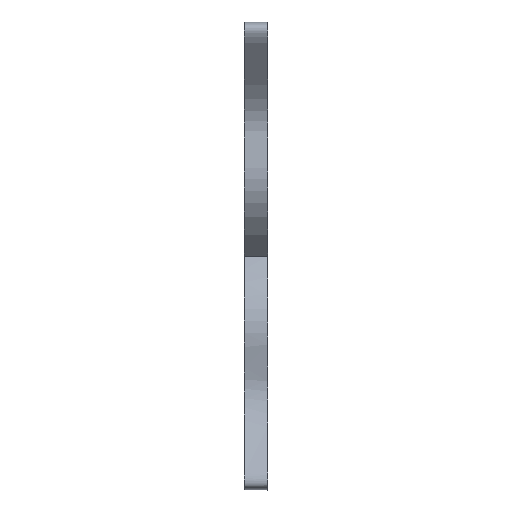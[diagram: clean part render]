
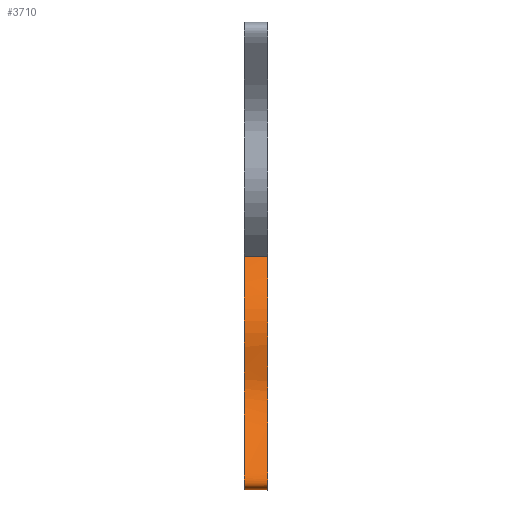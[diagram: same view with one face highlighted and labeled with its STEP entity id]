
A CAD part, left-side view. The second image highlights one B-rep face of the part: STEP entity #3710.
In plain terms, the highlighted free-form (B-spline) face has degree [5, 1] with [25, 2] control points.
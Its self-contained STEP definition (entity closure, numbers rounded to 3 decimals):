
#15=(
BOUNDED_SURFACE()
B_SPLINE_SURFACE(5,1,((#7481,#7482),(#7483,#7484),(#7485,#7486),(#7487,
#7488),(#7489,#7490),(#7491,#7492),(#7493,#7494),(#7495,#7496),(#7497,#7498),
(#7499,#7500),(#7501,#7502),(#7503,#7504),(#7505,#7506),(#7507,#7508),(#7509,
#7510),(#7511,#7512),(#7513,#7514),(#7515,#7516),(#7517,#7518),(#7519,#7520),
(#7521,#7522),(#7523,#7524),(#7525,#7526),(#7527,#7528),(#7529,#7530)),
 .UNSPECIFIED.,.F.,.F.,.F.)
B_SPLINE_SURFACE_WITH_KNOTS((6,1,1,1,1,1,1,1,1,1,1,1,1,1,1,1,1,1,1,1,6),
(2,2),(-1.,-0.95,-0.9,-0.85,-0.8,-0.75,-0.7,-0.65,-0.6,-0.55,-0.5,-0.45,
-0.4,-0.35,-0.3,-0.25,-0.2,-0.15,-0.1,-0.05,0.),(0.,0.14),.UNSPECIFIED.)
GEOMETRIC_REPRESENTATION_ITEM()
RATIONAL_B_SPLINE_SURFACE(((1.,1.),(1.,1.),(1.,1.),(1.,1.),(1.,1.),(1.,
1.),(1.,1.),(1.,1.),(1.,1.),(1.,1.),(1.,1.),(1.,1.),(1.,1.),(1.,1.),(1.,
1.),(1.,1.),(1.,1.),(1.,1.),(1.,1.),(1.,1.),(1.,1.),(1.,1.),(1.,1.),(1.,
1.),(1.,1.)))
REPRESENTATION_ITEM('')
SURFACE()
);
#22=(
BOUNDED_CURVE()
B_SPLINE_CURVE(5,(#7385,#7386,#7387,#7388,#7389,#7390,#7391,#7392,#7393,
#7394,#7395,#7396,#7397,#7398,#7399,#7400,#7401,#7402,#7403,#7404,#7405,
#7406,#7407,#7408,#7409),.UNSPECIFIED.,.F.,.F.)
B_SPLINE_CURVE_WITH_KNOTS((6,1,1,1,1,1,1,1,1,1,1,1,1,1,1,1,1,1,1,1,6),(0.,
0.05,0.1,0.15,0.2,0.25,0.3,0.35,0.4,0.45,0.5,0.55,0.6,0.65,0.7,0.75,0.8,
0.85,0.9,0.95,1.),.UNSPECIFIED.)
CURVE()
GEOMETRIC_REPRESENTATION_ITEM()
RATIONAL_B_SPLINE_CURVE((1.,1.,1.,1.,1.,1.,1.,1.,1.,1.,1.,1.,1.,1.,1.,1.,
1.,1.,1.,1.,1.,1.,1.,1.,1.))
REPRESENTATION_ITEM('')
);
#27=(
BOUNDED_CURVE()
B_SPLINE_CURVE(5,(#7534,#7535,#7536,#7537,#7538,#7539,#7540,#7541,#7542,
#7543,#7544,#7545,#7546,#7547,#7548,#7549,#7550,#7551,#7552,#7553,#7554,
#7555,#7556,#7557,#7558),.UNSPECIFIED.,.F.,.F.)
B_SPLINE_CURVE_WITH_KNOTS((6,1,1,1,1,1,1,1,1,1,1,1,1,1,1,1,1,1,1,1,6),(-1.,
-0.95,-0.9,-0.85,-0.8,-0.75,-0.7,-0.65,-0.6,-0.55,-0.5,-0.45,-0.4,-0.35,
-0.3,-0.25,-0.2,-0.15,-0.1,-0.05,0.),.UNSPECIFIED.)
CURVE()
GEOMETRIC_REPRESENTATION_ITEM()
RATIONAL_B_SPLINE_CURVE((1.,1.,1.,1.,1.,1.,1.,1.,1.,1.,1.,1.,1.,1.,1.,1.,
1.,1.,1.,1.,1.,1.,1.,1.,1.))
REPRESENTATION_ITEM('')
);
#313=FACE_OUTER_BOUND('',#527,.T.);
#527=EDGE_LOOP('',(#3357,#3358,#3359,#3360));
#830=LINE('',#7532,#1132);
#831=LINE('',#7559,#1133);
#1132=VECTOR('',#4248,10.);
#1133=VECTOR('',#4249,10.);
#1732=VERTEX_POINT('',#7357);
#1734=VERTEX_POINT('',#7384);
#1738=VERTEX_POINT('',#7531);
#1739=VERTEX_POINT('',#7533);
#2276=EDGE_CURVE('',#1732,#1734,#22,.T.);
#2282=EDGE_CURVE('',#1732,#1738,#830,.T.);
#2283=EDGE_CURVE('',#1739,#1738,#27,.T.);
#2284=EDGE_CURVE('',#1734,#1739,#831,.T.);
#3357=ORIENTED_EDGE('',*,*,#2276,.F.);
#3358=ORIENTED_EDGE('',*,*,#2282,.T.);
#3359=ORIENTED_EDGE('',*,*,#2283,.F.);
#3360=ORIENTED_EDGE('',*,*,#2284,.F.);
#3710=ADVANCED_FACE('',(#313),#15,.T.);
#4248=DIRECTION('',(0.,1.,0.));
#4249=DIRECTION('',(0.,1.,0.));
#7357=CARTESIAN_POINT('',(-31.551,0.,5.054));
#7384=CARTESIAN_POINT('',(-15.771,0.,0.065));
#7385=CARTESIAN_POINT('Ctrl Pts',(-31.551,0.,5.054));
#7386=CARTESIAN_POINT('Ctrl Pts',(-31.97,0.,4.675));
#7387=CARTESIAN_POINT('Ctrl Pts',(-32.725,0.,3.93));
#7388=CARTESIAN_POINT('Ctrl Pts',(-33.608,0.,2.853));
#7389=CARTESIAN_POINT('Ctrl Pts',(-34.296,0.,1.491));
#7390=CARTESIAN_POINT('Ctrl Pts',(-34.386,0.,-0.093));
#7391=CARTESIAN_POINT('Ctrl Pts',(-34.064,0.,-1.647));
#7392=CARTESIAN_POINT('Ctrl Pts',(-33.718,0.,-3.248));
#7393=CARTESIAN_POINT('Ctrl Pts',(-34.802,0.,-5.258));
#7394=CARTESIAN_POINT('Ctrl Pts',(-36.745,0.,-7.393));
#7395=CARTESIAN_POINT('Ctrl Pts',(-37.776,0.,-8.947));
#7396=CARTESIAN_POINT('Ctrl Pts',(-36.324,0.,-9.279));
#7397=CARTESIAN_POINT('Ctrl Pts',(-33.658,0.,-8.491));
#7398=CARTESIAN_POINT('Ctrl Pts',(-31.981,0.,-7.197));
#7399=CARTESIAN_POINT('Ctrl Pts',(-31.181,0.,-5.705));
#7400=CARTESIAN_POINT('Ctrl Pts',(-30.865,0.,-4.292));
#7401=CARTESIAN_POINT('Ctrl Pts',(-30.285,0.,-3.091));
#7402=CARTESIAN_POINT('Ctrl Pts',(-29.521,0.,-2.098));
#7403=CARTESIAN_POINT('Ctrl Pts',(-28.497,0.,-1.296));
#7404=CARTESIAN_POINT('Ctrl Pts',(-26.957,0.,-0.681));
#7405=CARTESIAN_POINT('Ctrl Pts',(-24.589,0.,-0.244));
#7406=CARTESIAN_POINT('Ctrl Pts',(-21.773,0.,-0.035));
#7407=CARTESIAN_POINT('Ctrl Pts',(-19.03,0.,0.045));
#7408=CARTESIAN_POINT('Ctrl Pts',(-16.906,0.,0.064));
#7409=CARTESIAN_POINT('Ctrl Pts',(-15.771,0.,0.065));
#7481=CARTESIAN_POINT('Ctrl Pts',(-15.771,0.,0.065));
#7482=CARTESIAN_POINT('Ctrl Pts',(-15.771,1.4,0.065));
#7483=CARTESIAN_POINT('Ctrl Pts',(-16.906,0.,0.064));
#7484=CARTESIAN_POINT('Ctrl Pts',(-16.906,1.4,0.064));
#7485=CARTESIAN_POINT('Ctrl Pts',(-19.03,0.,0.045));
#7486=CARTESIAN_POINT('Ctrl Pts',(-19.03,1.4,0.045));
#7487=CARTESIAN_POINT('Ctrl Pts',(-21.773,0.,-0.035));
#7488=CARTESIAN_POINT('Ctrl Pts',(-21.773,1.4,-0.035));
#7489=CARTESIAN_POINT('Ctrl Pts',(-24.589,0.,-0.244));
#7490=CARTESIAN_POINT('Ctrl Pts',(-24.589,1.4,-0.244));
#7491=CARTESIAN_POINT('Ctrl Pts',(-26.957,0.,-0.681));
#7492=CARTESIAN_POINT('Ctrl Pts',(-26.957,1.4,-0.681));
#7493=CARTESIAN_POINT('Ctrl Pts',(-28.497,0.,-1.296));
#7494=CARTESIAN_POINT('Ctrl Pts',(-28.497,1.4,-1.296));
#7495=CARTESIAN_POINT('Ctrl Pts',(-29.521,0.,-2.098));
#7496=CARTESIAN_POINT('Ctrl Pts',(-29.521,1.4,-2.098));
#7497=CARTESIAN_POINT('Ctrl Pts',(-30.285,0.,-3.091));
#7498=CARTESIAN_POINT('Ctrl Pts',(-30.285,1.4,-3.091));
#7499=CARTESIAN_POINT('Ctrl Pts',(-30.865,0.,-4.292));
#7500=CARTESIAN_POINT('Ctrl Pts',(-30.865,1.4,-4.292));
#7501=CARTESIAN_POINT('Ctrl Pts',(-31.181,0.,-5.705));
#7502=CARTESIAN_POINT('Ctrl Pts',(-31.181,1.4,-5.705));
#7503=CARTESIAN_POINT('Ctrl Pts',(-31.981,0.,-7.197));
#7504=CARTESIAN_POINT('Ctrl Pts',(-31.981,1.4,-7.197));
#7505=CARTESIAN_POINT('Ctrl Pts',(-33.658,0.,-8.491));
#7506=CARTESIAN_POINT('Ctrl Pts',(-33.658,1.4,-8.491));
#7507=CARTESIAN_POINT('Ctrl Pts',(-36.324,0.,-9.279));
#7508=CARTESIAN_POINT('Ctrl Pts',(-36.324,1.4,-9.279));
#7509=CARTESIAN_POINT('Ctrl Pts',(-37.776,0.,-8.947));
#7510=CARTESIAN_POINT('Ctrl Pts',(-37.776,1.4,-8.947));
#7511=CARTESIAN_POINT('Ctrl Pts',(-36.745,0.,-7.393));
#7512=CARTESIAN_POINT('Ctrl Pts',(-36.745,1.4,-7.393));
#7513=CARTESIAN_POINT('Ctrl Pts',(-34.802,0.,-5.258));
#7514=CARTESIAN_POINT('Ctrl Pts',(-34.802,1.4,-5.258));
#7515=CARTESIAN_POINT('Ctrl Pts',(-33.718,0.,-3.248));
#7516=CARTESIAN_POINT('Ctrl Pts',(-33.718,1.4,-3.248));
#7517=CARTESIAN_POINT('Ctrl Pts',(-34.064,0.,-1.647));
#7518=CARTESIAN_POINT('Ctrl Pts',(-34.064,1.4,-1.647));
#7519=CARTESIAN_POINT('Ctrl Pts',(-34.386,0.,-0.093));
#7520=CARTESIAN_POINT('Ctrl Pts',(-34.386,1.4,-0.093));
#7521=CARTESIAN_POINT('Ctrl Pts',(-34.296,0.,1.491));
#7522=CARTESIAN_POINT('Ctrl Pts',(-34.296,1.4,1.491));
#7523=CARTESIAN_POINT('Ctrl Pts',(-33.608,0.,2.853));
#7524=CARTESIAN_POINT('Ctrl Pts',(-33.608,1.4,2.853));
#7525=CARTESIAN_POINT('Ctrl Pts',(-32.725,0.,3.93));
#7526=CARTESIAN_POINT('Ctrl Pts',(-32.725,1.4,3.93));
#7527=CARTESIAN_POINT('Ctrl Pts',(-31.97,0.,4.675));
#7528=CARTESIAN_POINT('Ctrl Pts',(-31.97,1.4,4.675));
#7529=CARTESIAN_POINT('Ctrl Pts',(-31.551,0.,5.054));
#7530=CARTESIAN_POINT('Ctrl Pts',(-31.551,1.4,5.054));
#7531=CARTESIAN_POINT('',(-31.551,1.4,5.054));
#7532=CARTESIAN_POINT('',(-31.551,0.,5.054));
#7533=CARTESIAN_POINT('',(-15.771,1.4,0.065));
#7534=CARTESIAN_POINT('Ctrl Pts',(-15.771,1.4,0.065));
#7535=CARTESIAN_POINT('Ctrl Pts',(-16.906,1.4,0.064));
#7536=CARTESIAN_POINT('Ctrl Pts',(-19.03,1.4,0.045));
#7537=CARTESIAN_POINT('Ctrl Pts',(-21.773,1.4,-0.035));
#7538=CARTESIAN_POINT('Ctrl Pts',(-24.589,1.4,-0.244));
#7539=CARTESIAN_POINT('Ctrl Pts',(-26.957,1.4,-0.681));
#7540=CARTESIAN_POINT('Ctrl Pts',(-28.497,1.4,-1.296));
#7541=CARTESIAN_POINT('Ctrl Pts',(-29.521,1.4,-2.098));
#7542=CARTESIAN_POINT('Ctrl Pts',(-30.285,1.4,-3.091));
#7543=CARTESIAN_POINT('Ctrl Pts',(-30.865,1.4,-4.292));
#7544=CARTESIAN_POINT('Ctrl Pts',(-31.181,1.4,-5.705));
#7545=CARTESIAN_POINT('Ctrl Pts',(-31.981,1.4,-7.197));
#7546=CARTESIAN_POINT('Ctrl Pts',(-33.658,1.4,-8.491));
#7547=CARTESIAN_POINT('Ctrl Pts',(-36.324,1.4,-9.279));
#7548=CARTESIAN_POINT('Ctrl Pts',(-37.776,1.4,-8.947));
#7549=CARTESIAN_POINT('Ctrl Pts',(-36.745,1.4,-7.393));
#7550=CARTESIAN_POINT('Ctrl Pts',(-34.802,1.4,-5.258));
#7551=CARTESIAN_POINT('Ctrl Pts',(-33.718,1.4,-3.248));
#7552=CARTESIAN_POINT('Ctrl Pts',(-34.064,1.4,-1.647));
#7553=CARTESIAN_POINT('Ctrl Pts',(-34.386,1.4,-0.093));
#7554=CARTESIAN_POINT('Ctrl Pts',(-34.296,1.4,1.491));
#7555=CARTESIAN_POINT('Ctrl Pts',(-33.608,1.4,2.853));
#7556=CARTESIAN_POINT('Ctrl Pts',(-32.725,1.4,3.93));
#7557=CARTESIAN_POINT('Ctrl Pts',(-31.97,1.4,4.675));
#7558=CARTESIAN_POINT('Ctrl Pts',(-31.551,1.4,5.054));
#7559=CARTESIAN_POINT('',(-15.771,0.,0.065));
